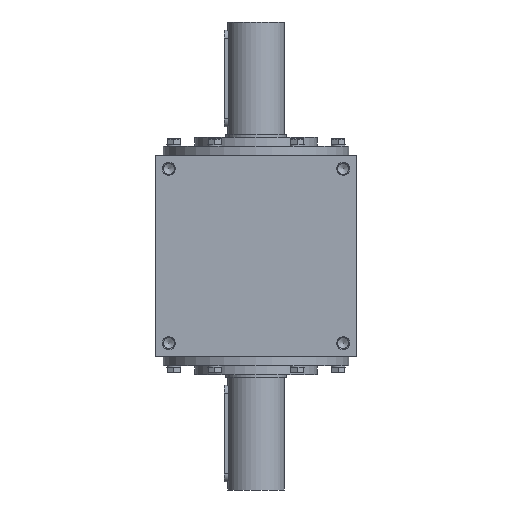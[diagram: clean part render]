
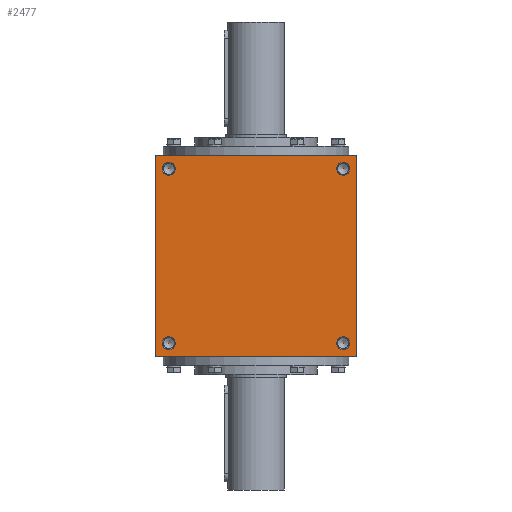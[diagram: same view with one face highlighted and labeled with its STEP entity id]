
A CAD part, left-side view. The second image highlights one B-rep face of the part: STEP entity #2477.
In plain terms, the highlighted face is planar.
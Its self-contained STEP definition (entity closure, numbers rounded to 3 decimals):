
#331=PLANE('',#2905);
#379=LINE('',#4473,#431);
#383=LINE('',#4490,#435);
#386=LINE('',#4506,#438);
#389=LINE('',#4520,#441);
#431=VECTOR('',#3615,1000.);
#435=VECTOR('',#3629,1000.);
#438=VECTOR('',#3644,1000.);
#441=VECTOR('',#3657,1000.);
#848=ORIENTED_EDGE('',*,*,#1293,.F.);
#849=ORIENTED_EDGE('',*,*,#1294,.T.);
#850=ORIENTED_EDGE('',*,*,#1295,.F.);
#851=ORIENTED_EDGE('',*,*,#1296,.T.);
#852=ORIENTED_EDGE('',*,*,#1263,.F.);
#853=ORIENTED_EDGE('',*,*,#1286,.F.);
#854=ORIENTED_EDGE('',*,*,#1279,.F.);
#855=ORIENTED_EDGE('',*,*,#1271,.F.);
#1263=EDGE_CURVE('',#1490,#1491,#379,.T.);
#1271=EDGE_CURVE('',#1491,#1498,#383,.T.);
#1279=EDGE_CURVE('',#1498,#1505,#386,.T.);
#1286=EDGE_CURVE('',#1505,#1490,#389,.T.);
#1293=EDGE_CURVE('',#1516,#1516,#1665,.T.);
#1294=EDGE_CURVE('',#1517,#1517,#1666,.T.);
#1295=EDGE_CURVE('',#1518,#1518,#1667,.T.);
#1296=EDGE_CURVE('',#1519,#1519,#1668,.T.);
#1490=VERTEX_POINT('',#4474);
#1491=VERTEX_POINT('',#4475);
#1498=VERTEX_POINT('',#4491);
#1505=VERTEX_POINT('',#4507);
#1516=VERTEX_POINT('',#4535);
#1517=VERTEX_POINT('',#4537);
#1518=VERTEX_POINT('',#4539);
#1519=VERTEX_POINT('',#4541);
#1665=CIRCLE('',#2906,8.);
#1666=CIRCLE('',#2907,8.);
#1667=CIRCLE('',#2908,8.);
#1668=CIRCLE('',#2909,8.);
#1858=EDGE_LOOP('',(#848));
#1859=EDGE_LOOP('',(#849));
#1860=EDGE_LOOP('',(#850));
#1861=EDGE_LOOP('',(#851));
#1862=EDGE_LOOP('',(#852,#853,#854,#855));
#2158=FACE_BOUND('',#1858,.T.);
#2159=FACE_BOUND('',#1859,.T.);
#2160=FACE_BOUND('',#1860,.T.);
#2161=FACE_BOUND('',#1861,.T.);
#2162=FACE_BOUND('',#1862,.T.);
#2477=ADVANCED_FACE('',(#2158,#2159,#2160,#2161,#2162),#331,.F.);
#2905=AXIS2_PLACEMENT_3D('',#4533,#3671,#3672);
#2906=AXIS2_PLACEMENT_3D('',#4534,#3673,#3674);
#2907=AXIS2_PLACEMENT_3D('',#4536,#3675,#3676);
#2908=AXIS2_PLACEMENT_3D('',#4538,#3677,#3678);
#2909=AXIS2_PLACEMENT_3D('',#4540,#3679,#3680);
#3615=DIRECTION('',(0.,-1.,0.));
#3629=DIRECTION('',(1.,0.,0.));
#3644=DIRECTION('',(0.,1.,0.));
#3657=DIRECTION('',(-1.,0.,0.));
#3671=DIRECTION('',(0.,0.,1.));
#3672=DIRECTION('',(1.,0.,0.));
#3673=DIRECTION('',(0.,0.,-1.));
#3674=DIRECTION('',(-1.,0.,0.));
#3675=DIRECTION('',(0.,0.,1.));
#3676=DIRECTION('',(1.,0.,0.));
#3677=DIRECTION('',(0.,0.,-1.));
#3678=DIRECTION('',(-1.,0.,0.));
#3679=DIRECTION('',(0.,0.,1.));
#3680=DIRECTION('',(1.,0.,0.));
#4473=CARTESIAN_POINT('',(-125.,125.,-125.));
#4474=CARTESIAN_POINT('',(-125.,125.,-125.));
#4475=CARTESIAN_POINT('',(-125.,-125.,-125.));
#4490=CARTESIAN_POINT('',(-125.,-125.,-125.));
#4491=CARTESIAN_POINT('',(125.,-125.,-125.));
#4506=CARTESIAN_POINT('',(125.,-125.,-125.));
#4507=CARTESIAN_POINT('',(125.,125.,-125.));
#4520=CARTESIAN_POINT('',(125.,125.,-125.));
#4533=CARTESIAN_POINT('',(0.,0.,-125.));
#4534=CARTESIAN_POINT('',(-108.,108.,-125.));
#4535=CARTESIAN_POINT('',(-116.,108.,-125.));
#4536=CARTESIAN_POINT('',(108.,108.,-125.));
#4537=CARTESIAN_POINT('',(116.,108.,-125.));
#4538=CARTESIAN_POINT('',(-108.,-108.,-125.));
#4539=CARTESIAN_POINT('',(-116.,-108.,-125.));
#4540=CARTESIAN_POINT('',(108.,-108.,-125.));
#4541=CARTESIAN_POINT('',(116.,-108.,-125.));
